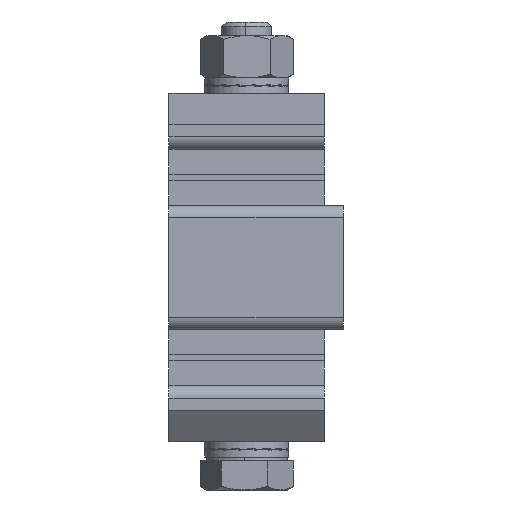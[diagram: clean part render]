
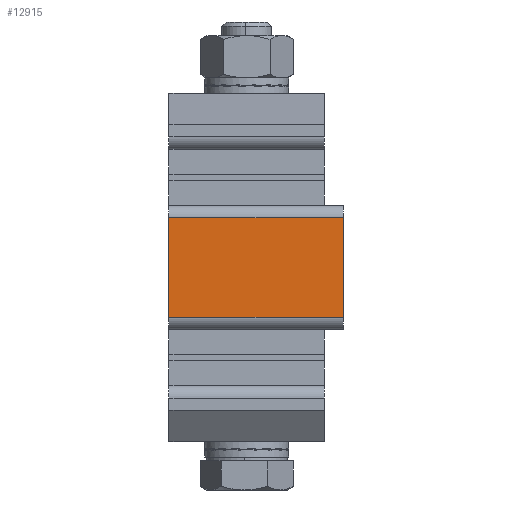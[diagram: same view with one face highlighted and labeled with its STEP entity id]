
A CAD part, left-side view. The second image highlights one B-rep face of the part: STEP entity #12915.
In plain terms, the highlighted planar face has unit normal (-1, 0, 0).
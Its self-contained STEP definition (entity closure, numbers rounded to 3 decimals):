
#664 = DIRECTION ( 'NONE',  ( 0., 0., 1. ) ) ;
#1880 = VERTEX_POINT ( 'NONE', #6937 ) ;
#2260 = ORIENTED_EDGE ( 'NONE', *, *, #5380, .F. ) ;
#2759 = CARTESIAN_POINT ( 'NONE',  ( -110., 12.5, 22. ) ) ;
#3614 = EDGE_CURVE ( 'NONE', #16167, #13158, #4190, .T. ) ;
#4190 = LINE ( 'NONE', #9463, #21901 ) ;
#4281 = DIRECTION ( 'NONE',  ( 0., -1., 0. ) ) ;
#4290 = EDGE_LOOP ( 'NONE', ( #12211, #10004, #2260, #4783 ) ) ;
#4783 = ORIENTED_EDGE ( 'NONE', *, *, #3614, .T. ) ;
#5380 = EDGE_CURVE ( 'NONE', #16167, #8313, #6515, .T. ) ;
#6515 = LINE ( 'NONE', #21437, #22534 ) ;
#6937 = CARTESIAN_POINT ( 'NONE',  ( -110., -15.5, 22. ) ) ;
#8214 = FACE_OUTER_BOUND ( 'NONE', #4290, .T. ) ;
#8226 = CARTESIAN_POINT ( 'NONE',  ( -110., 12.5, 22. ) ) ;
#8313 = VERTEX_POINT ( 'NONE', #2759 ) ;
#8367 = LINE ( 'NONE', #9474, #16343 ) ;
#9463 = CARTESIAN_POINT ( 'NONE',  ( -110., -15.5, 6. ) ) ;
#9474 = CARTESIAN_POINT ( 'NONE',  ( -110., -15.5, 4. ) ) ;
#9633 = CARTESIAN_POINT ( 'NONE',  ( -110., -15.5, 6. ) ) ;
#10004 = ORIENTED_EDGE ( 'NONE', *, *, #22230, .T. ) ;
#10639 = PLANE ( 'NONE',  #20355 ) ;
#10774 = DIRECTION ( 'NONE',  ( 0., 0., -1. ) ) ;
#12211 = ORIENTED_EDGE ( 'NONE', *, *, #13448, .T. ) ;
#12299 = DIRECTION ( 'NONE',  ( 0., 0., 1. ) ) ;
#12670 = CARTESIAN_POINT ( 'NONE',  ( -110., 12.5, 6. ) ) ;
#12757 = VECTOR ( 'NONE', #19058, 1000. ) ;
#12915 = ADVANCED_FACE ( 'NONE', ( #8214 ), #10639, .F. ) ;
#13158 = VERTEX_POINT ( 'NONE', #9633 ) ;
#13448 = EDGE_CURVE ( 'NONE', #13158, #1880, #8367, .T. ) ;
#16095 = CARTESIAN_POINT ( 'NONE',  ( -110., 12.5, 4. ) ) ;
#16167 = VERTEX_POINT ( 'NONE', #12670 ) ;
#16343 = VECTOR ( 'NONE', #664, 1000. ) ;
#16887 = LINE ( 'NONE', #8226, #12757 ) ;
#19058 = DIRECTION ( 'NONE',  ( 0., 1., 0. ) ) ;
#20355 = AXIS2_PLACEMENT_3D ( 'NONE', #16095, #21378, #10774 ) ;
#21378 = DIRECTION ( 'NONE',  ( 1., 0., 0. ) ) ;
#21437 = CARTESIAN_POINT ( 'NONE',  ( -110., 12.5, 4. ) ) ;
#21901 = VECTOR ( 'NONE', #4281, 1000. ) ;
#22230 = EDGE_CURVE ( 'NONE', #1880, #8313, #16887, .T. ) ;
#22534 = VECTOR ( 'NONE', #12299, 1000. ) ;
